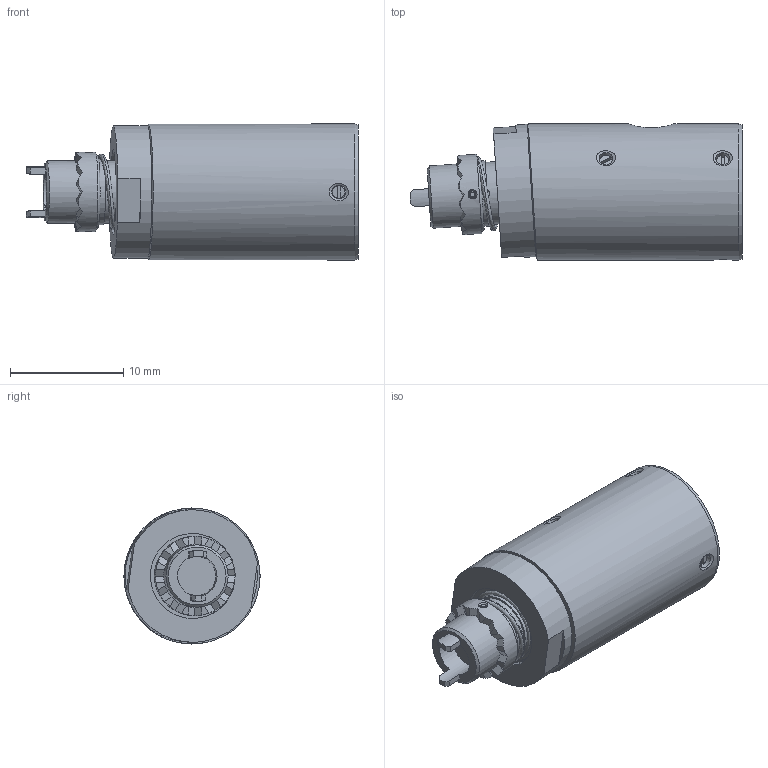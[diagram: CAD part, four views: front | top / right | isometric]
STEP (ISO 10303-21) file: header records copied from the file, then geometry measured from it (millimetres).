
FILE_DESCRIPTION(/* description */ (''),/* implementation_level */ '2;1');
FILE_NAME(/* name */ '200109000101_Vereinfachen_1.stp',/* time_stamp */ '2022-06-22T15:18:37+02:00',/* author */ ('trapp'),/* organization */ (''),/* preprocessor_version */ 'ST-DEVELOPER v18.1',/* originating_system */ 'Autodesk Inventor 2022',/* authorisation */ '');
FILE_SCHEMA (('AUTOMOTIVE_DESIGN { 1 0 10303 214 3 1 1 }'));
Length unit declared in the file: millimetre
Products named in the file (1): 200109000101_Vereinfachen_1
Bounding box: 29.28 x 12 x 12 mm (x, y, z)
Volume: 2334.6 mm3; surface area: 1643.7 mm2
Topology: 1 solids, 2 shells, 206 faces, 541 edges, 358 vertices
Faces by surface type: plane 102, cylinder 45, cone 41, bspline 12, sphere 3, torus 3
Full cylindrical faces by diameter (mm): 0.6 x4, 1.221 x8, 1.7 x3, 3.1 x1, 3.5 x1, 4 x1, 5.5 x2, 5.55 x1, 5.8 x2, 7 x2, 7.5 x1, 8 x1, 10.7 x1, 11.7 x1, 12 x1
Entity records: 8293 total; most frequent: CARTESIAN_POINT 3004, ORIENTED_EDGE 1082, DIRECTION 1047, EDGE_CURVE 541, AXIS2_PLACEMENT_3D 436, VERTEX_POINT 358, EDGE_LOOP 229, FACE_OUTER_BOUND 206
